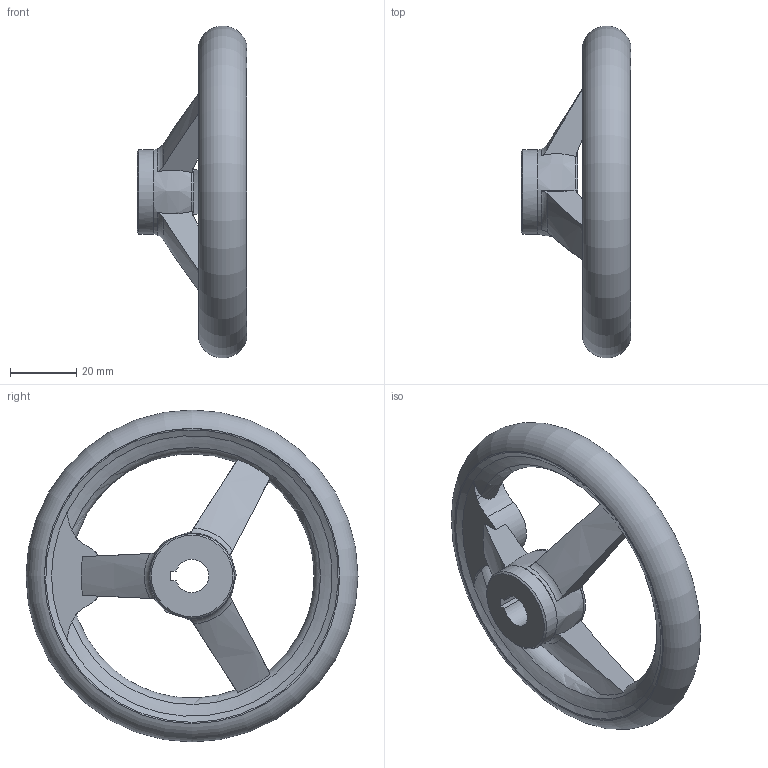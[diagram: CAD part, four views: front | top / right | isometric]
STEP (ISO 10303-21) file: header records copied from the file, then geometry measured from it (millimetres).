
FILE_DESCRIPTION( ( 'STEP AP203' ), ' ' );
FILE_NAME( 'Stainless Steel-Handwheel GN 950.6-100-K10-A.stp', '2015-09-15T09:43:21', ( '' ), ( '' ), ' ', 'PARTsolutions', ' ' );
FILE_SCHEMA( ( 'CONFIG_CONTROL_DESIGN' ) );
Length unit declared in the file: millimetre
Products named in the file (1): _Stainless Steel-Handwheel GN 950.6-100-K10-A
Bounding box: 33 x 100 x 100 mm (x, y, z)
Volume: 52400.5 mm3; surface area: 17348.9 mm2
Topology: 1 solids, 1 shells, 67 faces, 203 edges, 132 vertices
Faces by surface type: plane 23, torus 18, cylinder 13, cone 11, bspline 2
Full cylindrical faces by diameter (mm): 25.5 x1, 85 x1
Entity records: 2591 total; most frequent: CARTESIAN_POINT 912, ORIENTED_EDGE 370, DIRECTION 304, EDGE_CURVE 185, AXIS2_PLACEMENT_3D 129, VERTEX_POINT 127, EDGE_LOOP 77, B_SPLINE_CURVE_WITH_KNOTS 75
